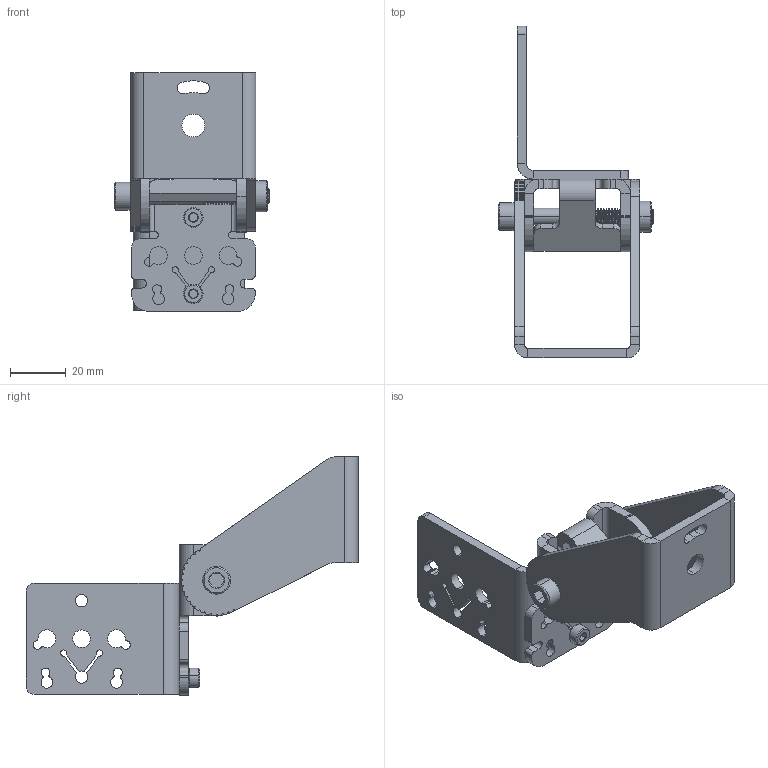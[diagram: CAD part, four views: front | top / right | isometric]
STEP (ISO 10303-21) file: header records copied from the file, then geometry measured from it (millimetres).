
FILE_DESCRIPTION (( 'STEP AP203' ), '1' );
FILE_NAME ('PTU-LX.STEP', '2021-10-20T20:25:26', ( '' ), ( '' ), 'SwSTEP 2.0', 'SolidWorks 2021', '' );
FILE_SCHEMA (( 'CONFIG_CONTROL_DESIGN' ));
Length unit declared in the file: inch
Products named in the file (8): 200302; 200300_BOM; 200301; 91292A144_91292A144; SP-M6-2; PTU-LX; 200695; 91292A107_91292A107
Assembly tree (8 placements, depth 3):
  PTU-LX
    200300_BOM
      200301
      SP-M6-2
    200302
    91292A144_91292A144
    91292A107_91292A107  x2
    200695
Bounding box: 56 x 119.3 x 85.85 mm (x, y, z)
Volume: 42113 mm3; surface area: 31460 mm2
Topology: 7 solids, 7 shells, 691 faces, 1882 edges, 1220 vertices
Faces by surface type: cylinder 429, plane 205, cone 50, bspline 7
Entity records: 25983 total; most frequent: CARTESIAN_POINT 8987, DIRECTION 3464, ORIENTED_EDGE 3450, EDGE_CURVE 1725, AXIS2_PLACEMENT_3D 1298, VERTEX_POINT 1121, VECTOR 868, LINE 868
